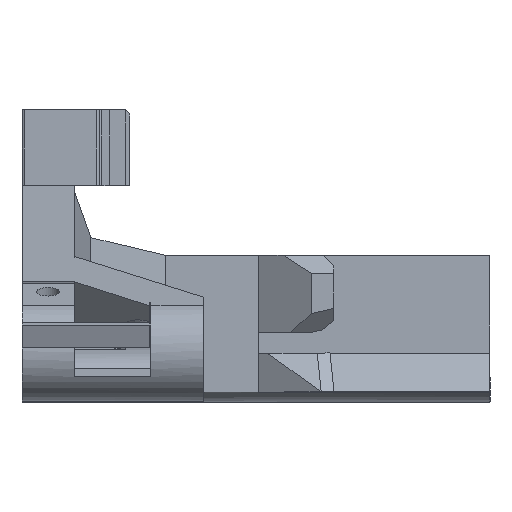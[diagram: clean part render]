
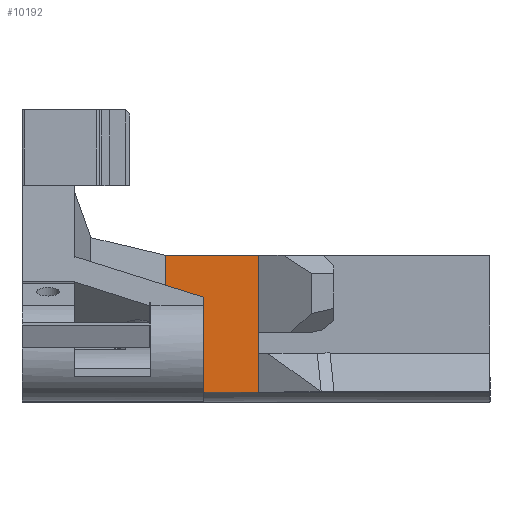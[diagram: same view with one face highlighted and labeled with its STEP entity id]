
A CAD part, top view. The second image highlights one B-rep face of the part: STEP entity #10192.
In plain terms, the highlighted planar face has unit normal (0, 0, 1).
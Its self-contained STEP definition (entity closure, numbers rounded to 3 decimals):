
#4124 = PLANE('',#4125);
#4125 = AXIS2_PLACEMENT_3D('',#4126,#4127,#4128);
#4126 = CARTESIAN_POINT('',(-3.645,-15.553,
    -0.241));
#4127 = DIRECTION('',(0.,0.722,-0.692)
  );
#4128 = DIRECTION('',(0.,0.692,0.722));
#4153 = CYLINDRICAL_SURFACE('',#4154,9.5);
#4154 = AXIS2_PLACEMENT_3D('',#4155,#4156,#4157);
#4155 = CARTESIAN_POINT('',(-45.542,-32.1,
    -3.784));
#4156 = DIRECTION('',(-1.,0.,0.));
#4157 = DIRECTION('',(0.,-1.,0.));
#8392 = VERTEX_POINT('',#8393);
#8393 = CARTESIAN_POINT('',(0.,-39.561,
    2.096));
#8408 = PLANE('',#8409);
#8409 = AXIS2_PLACEMENT_3D('',#8410,#8411,#8412);
#8410 = CARTESIAN_POINT('',(0.,0.,
    10.096));
#8411 = DIRECTION('',(1.,0.,0.));
#8412 = DIRECTION('',(0.,0.,-1.));
#8424 = EDGE_CURVE('',#8392,#8425,#8427,.T.);
#8425 = VERTEX_POINT('',#8426);
#8426 = CARTESIAN_POINT('',(-17.997,-39.561,
    2.096));
#8427 = SURFACE_CURVE('',#8428,(#8432,#8439),.PCURVE_S1.);
#8428 = LINE('',#8429,#8430);
#8429 = CARTESIAN_POINT('',(-35.542,-39.561,
    2.096));
#8430 = VECTOR('',#8431,1.);
#8431 = DIRECTION('',(-1.,0.,0.));
#8432 = PCURVE('',#4153,#8433);
#8433 = DEFINITIONAL_REPRESENTATION('',(#8434),#8438);
#8434 = LINE('',#8435,#8436);
#8435 = CARTESIAN_POINT('',(6.951,-10.));
#8436 = VECTOR('',#8437,1.);
#8437 = DIRECTION('',(0.,1.));
#8438 = ( GEOMETRIC_REPRESENTATION_CONTEXT(2) 
PARAMETRIC_REPRESENTATION_CONTEXT() REPRESENTATION_CONTEXT('2D SPACE',''
  ) );
#8439 = PCURVE('',#8440,#8445);
#8440 = PLANE('',#8441);
#8441 = AXIS2_PLACEMENT_3D('',#8442,#8443,#8444);
#8442 = CARTESIAN_POINT('',(-17.997,0.,
    2.096));
#8443 = DIRECTION('',(0.,0.,1.));
#8444 = DIRECTION('',(1.,0.,0.));
#8445 = DEFINITIONAL_REPRESENTATION('',(#8446),#8450);
#8446 = LINE('',#8447,#8448);
#8447 = CARTESIAN_POINT('',(-17.545,-39.561));
#8448 = VECTOR('',#8449,1.);
#8449 = DIRECTION('',(-1.,0.));
#8450 = ( GEOMETRIC_REPRESENTATION_CONTEXT(2) 
PARAMETRIC_REPRESENTATION_CONTEXT() REPRESENTATION_CONTEXT('2D SPACE',''
  ) );
#8491 = PLANE('',#8492);
#8492 = AXIS2_PLACEMENT_3D('',#8493,#8494,#8495);
#8493 = CARTESIAN_POINT('',(-32.283,0.,
    5.653));
#8494 = DIRECTION('',(0.242,0.,0.97)
  );
#8495 = DIRECTION('',(0.97,0.,-0.242
    ));
#8703 = VERTEX_POINT('',#8704);
#8704 = CARTESIAN_POINT('',(-17.997,-13.315,
    2.096));
#8725 = EDGE_CURVE('',#8726,#8703,#8728,.T.);
#8726 = VERTEX_POINT('',#8727);
#8727 = CARTESIAN_POINT('',(0.,-13.315,
    2.096));
#8728 = SURFACE_CURVE('',#8729,(#8733,#8740),.PCURVE_S1.);
#8729 = LINE('',#8730,#8731);
#8730 = CARTESIAN_POINT('',(-26.769,-13.315,
    2.096));
#8731 = VECTOR('',#8732,1.);
#8732 = DIRECTION('',(-1.,0.,0.));
#8733 = PCURVE('',#4124,#8734);
#8734 = DEFINITIONAL_REPRESENTATION('',(#8735),#8739);
#8735 = LINE('',#8736,#8737);
#8736 = CARTESIAN_POINT('',(3.235,-23.124));
#8737 = VECTOR('',#8738,1.);
#8738 = DIRECTION('',(0.,-1.));
#8739 = ( GEOMETRIC_REPRESENTATION_CONTEXT(2) 
PARAMETRIC_REPRESENTATION_CONTEXT() REPRESENTATION_CONTEXT('2D SPACE',''
  ) );
#8740 = PCURVE('',#8440,#8741);
#8741 = DEFINITIONAL_REPRESENTATION('',(#8742),#8746);
#8742 = LINE('',#8743,#8744);
#8743 = CARTESIAN_POINT('',(-8.773,-13.315));
#8744 = VECTOR('',#8745,1.);
#8745 = DIRECTION('',(-1.,0.));
#8746 = ( GEOMETRIC_REPRESENTATION_CONTEXT(2) 
PARAMETRIC_REPRESENTATION_CONTEXT() REPRESENTATION_CONTEXT('2D SPACE',''
  ) );
#10171 = EDGE_CURVE('',#8726,#8392,#10172,.T.);
#10172 = SURFACE_CURVE('',#10173,(#10177,#10184),.PCURVE_S1.);
#10173 = LINE('',#10174,#10175);
#10174 = CARTESIAN_POINT('',(0.,0.,
    2.096));
#10175 = VECTOR('',#10176,1.);
#10176 = DIRECTION('',(0.,-1.,0.));
#10177 = PCURVE('',#8408,#10178);
#10178 = DEFINITIONAL_REPRESENTATION('',(#10179),#10183);
#10179 = LINE('',#10180,#10181);
#10180 = CARTESIAN_POINT('',(8.,0.));
#10181 = VECTOR('',#10182,1.);
#10182 = DIRECTION('',(0.,-1.));
#10183 = ( GEOMETRIC_REPRESENTATION_CONTEXT(2) 
PARAMETRIC_REPRESENTATION_CONTEXT() REPRESENTATION_CONTEXT('2D SPACE',''
  ) );
#10184 = PCURVE('',#8440,#10185);
#10185 = DEFINITIONAL_REPRESENTATION('',(#10186),#10190);
#10186 = LINE('',#10187,#10188);
#10187 = CARTESIAN_POINT('',(17.997,0.));
#10188 = VECTOR('',#10189,1.);
#10189 = DIRECTION('',(0.,-1.));
#10190 = ( GEOMETRIC_REPRESENTATION_CONTEXT(2) 
PARAMETRIC_REPRESENTATION_CONTEXT() REPRESENTATION_CONTEXT('2D SPACE',''
  ) );
#10192 = ADVANCED_FACE('',(#10193),#8440,.T.);
#10193 = FACE_BOUND('',#10194,.T.);
#10194 = EDGE_LOOP('',(#10195,#10196,#10217,#10218));
#10195 = ORIENTED_EDGE('',*,*,#8725,.T.);
#10196 = ORIENTED_EDGE('',*,*,#10197,.T.);
#10197 = EDGE_CURVE('',#8703,#8425,#10198,.T.);
#10198 = SURFACE_CURVE('',#10199,(#10203,#10210),.PCURVE_S1.);
#10199 = LINE('',#10200,#10201);
#10200 = CARTESIAN_POINT('',(-17.997,0.,
    2.096));
#10201 = VECTOR('',#10202,1.);
#10202 = DIRECTION('',(0.,-1.,0.));
#10203 = PCURVE('',#8440,#10204);
#10204 = DEFINITIONAL_REPRESENTATION('',(#10205),#10209);
#10205 = LINE('',#10206,#10207);
#10206 = CARTESIAN_POINT('',(0.,0.));
#10207 = VECTOR('',#10208,1.);
#10208 = DIRECTION('',(0.,-1.));
#10209 = ( GEOMETRIC_REPRESENTATION_CONTEXT(2) 
PARAMETRIC_REPRESENTATION_CONTEXT() REPRESENTATION_CONTEXT('2D SPACE',''
  ) );
#10210 = PCURVE('',#8491,#10211);
#10211 = DEFINITIONAL_REPRESENTATION('',(#10212),#10216);
#10212 = LINE('',#10213,#10214);
#10213 = CARTESIAN_POINT('',(14.722,0.));
#10214 = VECTOR('',#10215,1.);
#10215 = DIRECTION('',(0.,-1.));
#10216 = ( GEOMETRIC_REPRESENTATION_CONTEXT(2) 
PARAMETRIC_REPRESENTATION_CONTEXT() REPRESENTATION_CONTEXT('2D SPACE',''
  ) );
#10217 = ORIENTED_EDGE('',*,*,#8424,.F.);
#10218 = ORIENTED_EDGE('',*,*,#10171,.F.);
